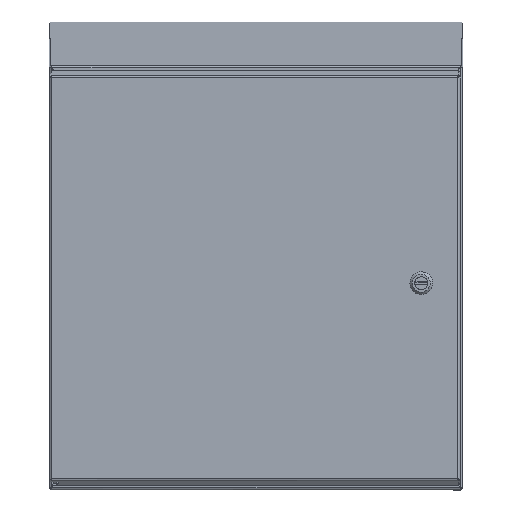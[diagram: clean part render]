
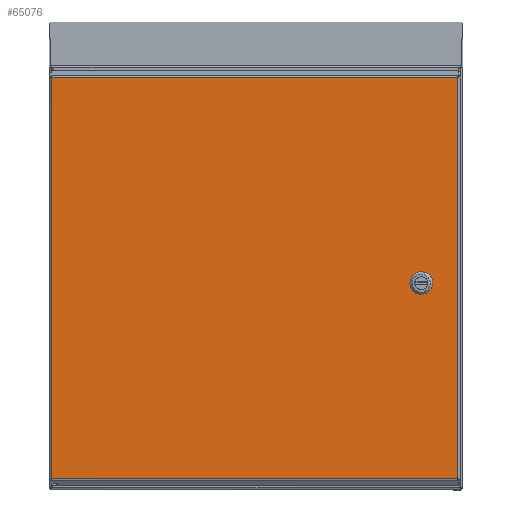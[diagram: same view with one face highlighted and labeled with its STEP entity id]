
A CAD part, top view. The second image highlights one B-rep face of the part: STEP entity #65076.
In plain terms, the highlighted planar face has unit normal (0, 0, 1).
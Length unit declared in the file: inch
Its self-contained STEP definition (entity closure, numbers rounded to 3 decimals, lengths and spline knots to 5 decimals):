
#16 = CIRCLE ( 'NONE', #21073, 0.453 ) ;
#808 = DIRECTION ( 'NONE',  ( -1., 0., 0. ) ) ;
#2132 = DIRECTION ( 'NONE',  ( 0., 0., -1. ) ) ;
#2250 = CARTESIAN_POINT ( 'NONE',  ( 7.60182, -1.05286, 6.8865 ) ) ;
#2820 = EDGE_CURVE ( 'NONE', #11868, #44619, #58025, .T. ) ;
#4110 = LINE ( 'NONE', #2250, #35693 ) ;
#4193 = CIRCLE ( 'NONE', #63228, 0.453 ) ;
#7555 = DIRECTION ( 'NONE',  ( 0., 0., -1. ) ) ;
#8088 = CARTESIAN_POINT ( 'NONE',  ( 7.60182, -1.51643, 6.8865 ) ) ;
#9356 = VERTEX_POINT ( 'NONE', #80596 ) ;
#11363 = VECTOR ( 'NONE', #26095, 39.37008 ) ;
#11868 = VERTEX_POINT ( 'NONE', #35903 ) ;
#12490 = VERTEX_POINT ( 'NONE', #8088 ) ;
#14943 = ORIENTED_EDGE ( 'NONE', *, *, #34598, .T. ) ;
#15259 = ORIENTED_EDGE ( 'NONE', *, *, #66775, .T. ) ;
#15340 = DIRECTION ( 'NONE',  ( -1., 0., 0. ) ) ;
#15800 = DIRECTION ( 'NONE',  ( 0., -1., 0. ) ) ;
#17368 = LINE ( 'NONE', #42967, #67860 ) ;
#18201 = DIRECTION ( 'NONE',  ( -1., 0., 0. ) ) ;
#18464 = VERTEX_POINT ( 'NONE', #37152 ) ;
#18596 = DIRECTION ( 'NONE',  ( 1., 0., 0. ) ) ;
#18846 = VERTEX_POINT ( 'NONE', #46633 ) ;
#19863 = VERTEX_POINT ( 'NONE', #27686 ) ;
#20193 = CARTESIAN_POINT ( 'NONE',  ( -0.06118, -1.05286, 6.8865 ) ) ;
#20532 = LINE ( 'NONE', #61539, #44883 ) ;
#21073 = AXIS2_PLACEMENT_3D ( 'NONE', #73147, #7555, #808 ) ;
#21139 = DIRECTION ( 'NONE',  ( 0., 1., 0. ) ) ;
#21169 = VERTEX_POINT ( 'NONE', #55313 ) ;
#22659 = VECTOR ( 'NONE', #67648, 39.37008 ) ;
#23340 = FACE_OUTER_BOUND ( 'NONE', #51676, .T. ) ;
#23354 = CARTESIAN_POINT ( 'NONE',  ( -9.89343, -10.77604, 6.8865 ) ) ;
#23931 = EDGE_CURVE ( 'NONE', #18464, #18846, #39566, .T. ) ;
#25297 = ORIENTED_EDGE ( 'NONE', *, *, #2820, .T. ) ;
#26095 = DIRECTION ( 'NONE',  ( -1., 0., 0. ) ) ;
#27357 = CARTESIAN_POINT ( 'NONE',  ( 9.77107, 8.67031, 6.8865 ) ) ;
#27686 = CARTESIAN_POINT ( 'NONE',  ( 7.60182, -1.0893, 6.8865 ) ) ;
#30281 = VERTEX_POINT ( 'NONE', #64611 ) ;
#33961 = EDGE_CURVE ( 'NONE', #19863, #18464, #4193, .T. ) ;
#34598 = EDGE_CURVE ( 'NONE', #58881, #49955, #77634, .T. ) ;
#35347 = ORIENTED_EDGE ( 'NONE', *, *, #33961, .T. ) ;
#35693 = VECTOR ( 'NONE', #55822, 39.37008 ) ;
#35903 = CARTESIAN_POINT ( 'NONE',  ( 8.21488, -1.70236, 6.8865 ) ) ;
#36258 = CARTESIAN_POINT ( 'NONE',  ( 8.00132, -1.30286, 6.8865 ) ) ;
#37152 = CARTESIAN_POINT ( 'NONE',  ( 7.78782, -0.90336, 6.8865 ) ) ;
#37626 = AXIS2_PLACEMENT_3D ( 'NONE', #20193, #74286, #80811 ) ;
#38280 = CARTESIAN_POINT ( 'NONE',  ( 8.00132, -1.30286, 6.8865 ) ) ;
#38332 = CIRCLE ( 'NONE', #42003, 0.453 ) ;
#38761 = EDGE_CURVE ( 'NONE', #18846, #9356, #16, .T. ) ;
#39566 = LINE ( 'NONE', #81460, #22659 ) ;
#40757 = ORIENTED_EDGE ( 'NONE', *, *, #57418, .T. ) ;
#40826 = PLANE ( 'NONE',  #37626 ) ;
#42003 = AXIS2_PLACEMENT_3D ( 'NONE', #38280, #78783, #18201 ) ;
#42557 = AXIS2_PLACEMENT_3D ( 'NONE', #36258, #2132, #15340 ) ;
#42967 = CARTESIAN_POINT ( 'NONE',  ( -9.89343, -1.05286, 6.8865 ) ) ;
#43345 = VECTOR ( 'NONE', #15800, 39.37008 ) ;
#44229 = DIRECTION ( 'NONE',  ( 0., 0., -1. ) ) ;
#44619 = VERTEX_POINT ( 'NONE', #50947 ) ;
#44883 = VECTOR ( 'NONE', #21139, 39.37008 ) ;
#46633 = CARTESIAN_POINT ( 'NONE',  ( 8.21494, -0.90336, 6.8865 ) ) ;
#47494 = ORIENTED_EDGE ( 'NONE', *, *, #63482, .T. ) ;
#47908 = EDGE_LOOP ( 'NONE', ( #35347, #87136, #51679, #69915, #47494, #25297, #40757, #76529 ) ) ;
#49955 = VERTEX_POINT ( 'NONE', #73800 ) ;
#50786 = CARTESIAN_POINT ( 'NONE',  ( -0.06118, -10.77604, 6.8865 ) ) ;
#50947 = CARTESIAN_POINT ( 'NONE',  ( 7.78776, -1.70236, 6.8865 ) ) ;
#51279 = CARTESIAN_POINT ( 'NONE',  ( 8.00129, -1.30291, 6.8865 ) ) ;
#51676 = EDGE_LOOP ( 'NONE', ( #65569, #72399, #14943, #15259 ) ) ;
#51679 = ORIENTED_EDGE ( 'NONE', *, *, #38761, .T. ) ;
#53852 = CARTESIAN_POINT ( 'NONE',  ( -0.06118, -1.70236, 6.8865 ) ) ;
#55313 = CARTESIAN_POINT ( 'NONE',  ( 8.40082, -1.51643, 6.8865 ) ) ;
#55822 = DIRECTION ( 'NONE',  ( 0., 1., 0. ) ) ;
#57418 = EDGE_CURVE ( 'NONE', #44619, #12490, #86382, .T. ) ;
#58025 = LINE ( 'NONE', #53852, #72688 ) ;
#58881 = VERTEX_POINT ( 'NONE', #23354 ) ;
#61539 = CARTESIAN_POINT ( 'NONE',  ( 9.77107, -1.05286, 6.8865 ) ) ;
#62215 = EDGE_CURVE ( 'NONE', #70119, #30281, #65110, .T. ) ;
#63228 = AXIS2_PLACEMENT_3D ( 'NONE', #51279, #44229, #71467 ) ;
#63338 = LINE ( 'NONE', #63501, #43345 ) ;
#63482 = EDGE_CURVE ( 'NONE', #21169, #11868, #38332, .T. ) ;
#63501 = CARTESIAN_POINT ( 'NONE',  ( 8.40082, -1.05286, 6.8865 ) ) ;
#64611 = CARTESIAN_POINT ( 'NONE',  ( -9.89343, 8.67031, 6.8865 ) ) ;
#65076 = ADVANCED_FACE ( 'NONE', ( #72822, #23340 ), #40826, .T. ) ;
#65110 = LINE ( 'NONE', #72870, #11363 ) ;
#65569 = ORIENTED_EDGE ( 'NONE', *, *, #62215, .T. ) ;
#66775 = EDGE_CURVE ( 'NONE', #49955, #70119, #20532, .T. ) ;
#67551 = EDGE_CURVE ( 'NONE', #12490, #19863, #4110, .T. ) ;
#67648 = DIRECTION ( 'NONE',  ( 1., 0., 0. ) ) ;
#67860 = VECTOR ( 'NONE', #70248, 39.37008 ) ;
#68941 = EDGE_CURVE ( 'NONE', #30281, #58881, #17368, .T. ) ;
#69915 = ORIENTED_EDGE ( 'NONE', *, *, #74852, .T. ) ;
#70119 = VERTEX_POINT ( 'NONE', #27357 ) ;
#70248 = DIRECTION ( 'NONE',  ( 0., -1., 0. ) ) ;
#71467 = DIRECTION ( 'NONE',  ( -1., 0., 0. ) ) ;
#72345 = VECTOR ( 'NONE', #18596, 39.37008 ) ;
#72399 = ORIENTED_EDGE ( 'NONE', *, *, #68941, .T. ) ;
#72688 = VECTOR ( 'NONE', #75264, 39.37008 ) ;
#72822 = FACE_BOUND ( 'NONE', #47908, .T. ) ;
#72870 = CARTESIAN_POINT ( 'NONE',  ( -0.06118, 8.67031, 6.8865 ) ) ;
#73147 = CARTESIAN_POINT ( 'NONE',  ( 8.00129, -1.30282, 6.8865 ) ) ;
#73800 = CARTESIAN_POINT ( 'NONE',  ( 9.77107, -10.77604, 6.8865 ) ) ;
#74286 = DIRECTION ( 'NONE',  ( 0., 0., 1. ) ) ;
#74852 = EDGE_CURVE ( 'NONE', #9356, #21169, #63338, .T. ) ;
#75264 = DIRECTION ( 'NONE',  ( -1., 0., 0. ) ) ;
#76529 = ORIENTED_EDGE ( 'NONE', *, *, #67551, .T. ) ;
#77634 = LINE ( 'NONE', #50786, #72345 ) ;
#78783 = DIRECTION ( 'NONE',  ( 0., 0., -1. ) ) ;
#80596 = CARTESIAN_POINT ( 'NONE',  ( 8.40082, -1.0893, 6.8865 ) ) ;
#80811 = DIRECTION ( 'NONE',  ( 1., 0., 0. ) ) ;
#81460 = CARTESIAN_POINT ( 'NONE',  ( -0.06118, -0.90336, 6.8865 ) ) ;
#86382 = CIRCLE ( 'NONE', #42557, 0.453 ) ;
#87136 = ORIENTED_EDGE ( 'NONE', *, *, #23931, .T. ) ;
